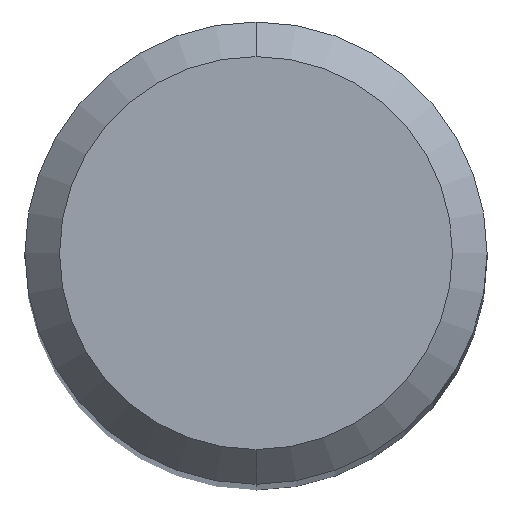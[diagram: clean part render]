
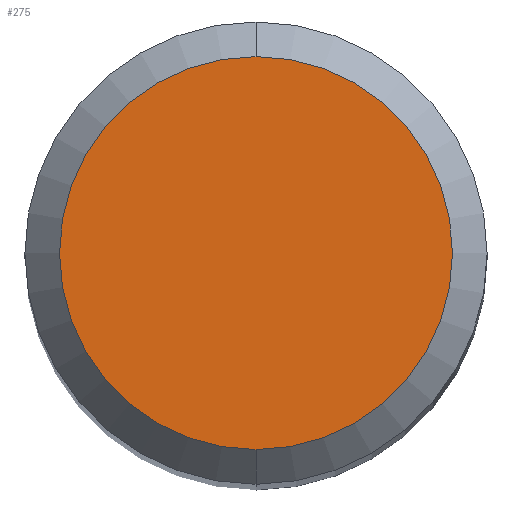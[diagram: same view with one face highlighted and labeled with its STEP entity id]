
A CAD part, top view. The second image highlights one B-rep face of the part: STEP entity #275.
In plain terms, the highlighted planar face has unit normal (0, 0, 1).
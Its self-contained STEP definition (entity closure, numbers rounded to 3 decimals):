
#235=EDGE_CURVE('',#335,#487,#598,.T.);
#275=ADVANCED_FACE('',(#641),#642,.T.);
#335=VERTEX_POINT('',#712);
#351=EDGE_CURVE('',#487,#335,#729,.T.);
#487=VERTEX_POINT('',#880);
#598=CIRCLE('',#1035,1.7);
#641=FACE_OUTER_BOUND('',#1091,.T.);
#642=PLANE('',#1092);
#712=CARTESIAN_POINT('',(0.0,1.7,0.0));
#729=CIRCLE('',#1243,1.7);
#880=CARTESIAN_POINT('',(0.,-1.7,0.0));
#1035=AXIS2_PLACEMENT_3D('',#1696,#1697,#1698);
#1091=EDGE_LOOP('',(#1751,#1752));
#1092=AXIS2_PLACEMENT_3D('',#1753,#1754,#1755);
#1243=AXIS2_PLACEMENT_3D('',#1854,#1855,#1856);
#1696=CARTESIAN_POINT('',(0.0,0.0,0.0));
#1697=DIRECTION('',(0.0,0.0,-1.0));
#1698=DIRECTION('',(0.0,1.0,0.0));
#1751=ORIENTED_EDGE('',*,*,#235,.F.);
#1752=ORIENTED_EDGE('',*,*,#351,.F.);
#1753=CARTESIAN_POINT('',(0.0,0.85,0.0));
#1754=DIRECTION('',(-0.0,0.0,1.0));
#1755=DIRECTION('',(0.0,-1.0,0.0));
#1854=CARTESIAN_POINT('',(0.0,0.0,0.0));
#1855=DIRECTION('',(0.0,0.0,-1.0));
#1856=DIRECTION('',(0.0,1.0,0.0));
